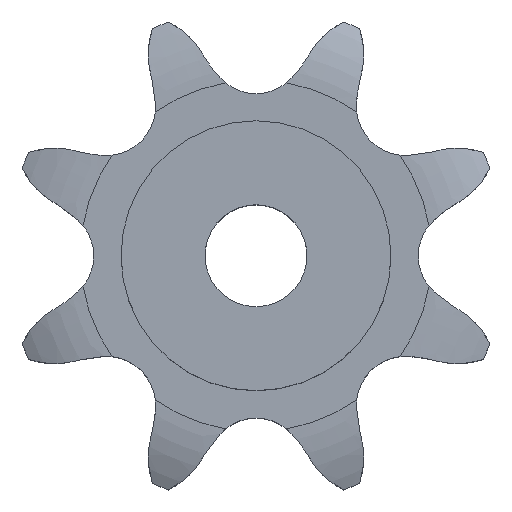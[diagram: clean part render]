
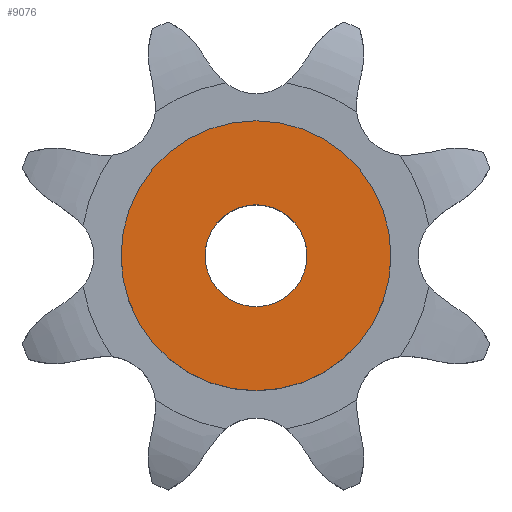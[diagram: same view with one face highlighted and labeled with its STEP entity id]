
A CAD part, top view. The second image highlights one B-rep face of the part: STEP entity #9076.
In plain terms, the highlighted planar face has unit normal (0, 0, 1).
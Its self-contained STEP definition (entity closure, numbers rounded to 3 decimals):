
#1734 = CYLINDRICAL_SURFACE('',#1735,26.5);
#1735 = AXIS2_PLACEMENT_3D('',#1736,#1737,#1738);
#1736 = CARTESIAN_POINT('',(0.,0.,0.));
#1737 = DIRECTION('',(-0.,-0.,-1.));
#1738 = DIRECTION('',(1.,0.,0.));
#6035 = VERTEX_POINT('',#6036);
#6036 = CARTESIAN_POINT('',(26.5,0.,40.));
#6057 = EDGE_CURVE('',#6035,#6035,#6058,.T.);
#6058 = SURFACE_CURVE('',#6059,(#6064,#6071),.PCURVE_S1.);
#6059 = CIRCLE('',#6060,26.5);
#6060 = AXIS2_PLACEMENT_3D('',#6061,#6062,#6063);
#6061 = CARTESIAN_POINT('',(0.,0.,40.));
#6062 = DIRECTION('',(0.,0.,1.));
#6063 = DIRECTION('',(1.,0.,0.));
#6064 = PCURVE('',#1734,#6065);
#6065 = DEFINITIONAL_REPRESENTATION('',(#6066),#6070);
#6066 = LINE('',#6067,#6068);
#6067 = CARTESIAN_POINT('',(-0.,-40.));
#6068 = VECTOR('',#6069,1.);
#6069 = DIRECTION('',(-1.,0.));
#6070 = ( GEOMETRIC_REPRESENTATION_CONTEXT(2) 
PARAMETRIC_REPRESENTATION_CONTEXT() REPRESENTATION_CONTEXT('2D SPACE',''
  ) );
#6071 = PCURVE('',#6072,#6077);
#6072 = PLANE('',#6073);
#6073 = AXIS2_PLACEMENT_3D('',#6074,#6075,#6076);
#6074 = CARTESIAN_POINT('',(0.,0.,40.)
  );
#6075 = DIRECTION('',(0.,0.,1.));
#6076 = DIRECTION('',(1.,0.,0.));
#6077 = DEFINITIONAL_REPRESENTATION('',(#6078),#6082);
#6078 = CIRCLE('',#6079,26.5);
#6079 = AXIS2_PLACEMENT_2D('',#6080,#6081);
#6080 = CARTESIAN_POINT('',(0.,0.));
#6081 = DIRECTION('',(1.,0.));
#6082 = ( GEOMETRIC_REPRESENTATION_CONTEXT(2) 
PARAMETRIC_REPRESENTATION_CONTEXT() REPRESENTATION_CONTEXT('2D SPACE',''
  ) );
#7882 = CYLINDRICAL_SURFACE('',#7883,10.);
#7883 = AXIS2_PLACEMENT_3D('',#7884,#7885,#7886);
#7884 = CARTESIAN_POINT('',(0.,0.,178.853));
#7885 = DIRECTION('',(0.,0.,1.));
#7886 = DIRECTION('',(1.,0.,0.));
#9076 = ADVANCED_FACE('',(#9077,#9080),#6072,.T.);
#9077 = FACE_BOUND('',#9078,.T.);
#9078 = EDGE_LOOP('',(#9079));
#9079 = ORIENTED_EDGE('',*,*,#6057,.T.);
#9080 = FACE_BOUND('',#9081,.T.);
#9081 = EDGE_LOOP('',(#9082));
#9082 = ORIENTED_EDGE('',*,*,#9083,.F.);
#9083 = EDGE_CURVE('',#9084,#9084,#9086,.T.);
#9084 = VERTEX_POINT('',#9085);
#9085 = CARTESIAN_POINT('',(10.,0.,40.));
#9086 = SURFACE_CURVE('',#9087,(#9092,#9099),.PCURVE_S1.);
#9087 = CIRCLE('',#9088,10.);
#9088 = AXIS2_PLACEMENT_3D('',#9089,#9090,#9091);
#9089 = CARTESIAN_POINT('',(0.,0.,40.));
#9090 = DIRECTION('',(0.,0.,1.));
#9091 = DIRECTION('',(1.,0.,0.));
#9092 = PCURVE('',#6072,#9093);
#9093 = DEFINITIONAL_REPRESENTATION('',(#9094),#9098);
#9094 = CIRCLE('',#9095,10.);
#9095 = AXIS2_PLACEMENT_2D('',#9096,#9097);
#9096 = CARTESIAN_POINT('',(0.,0.));
#9097 = DIRECTION('',(1.,0.));
#9098 = ( GEOMETRIC_REPRESENTATION_CONTEXT(2) 
PARAMETRIC_REPRESENTATION_CONTEXT() REPRESENTATION_CONTEXT('2D SPACE',''
  ) );
#9099 = PCURVE('',#7882,#9100);
#9100 = DEFINITIONAL_REPRESENTATION('',(#9101),#9105);
#9101 = LINE('',#9102,#9103);
#9102 = CARTESIAN_POINT('',(0.,-138.853));
#9103 = VECTOR('',#9104,1.);
#9104 = DIRECTION('',(1.,0.));
#9105 = ( GEOMETRIC_REPRESENTATION_CONTEXT(2) 
PARAMETRIC_REPRESENTATION_CONTEXT() REPRESENTATION_CONTEXT('2D SPACE',''
  ) );
